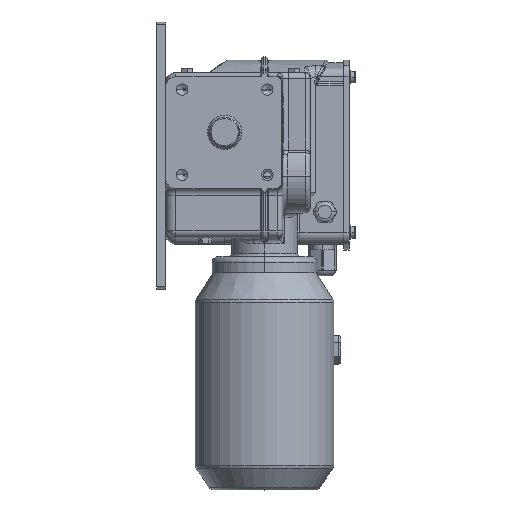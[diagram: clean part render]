
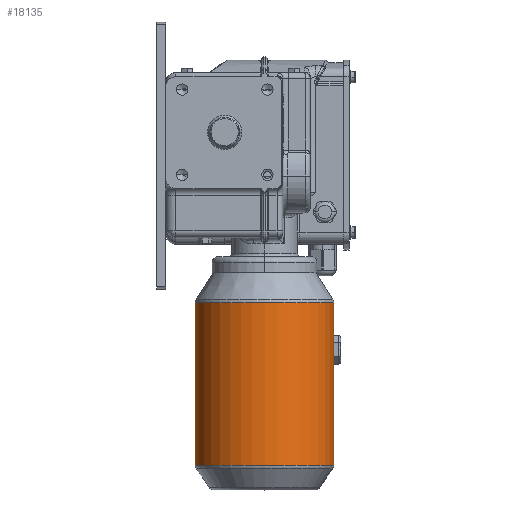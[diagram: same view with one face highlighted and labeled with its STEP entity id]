
A CAD part, top view. The second image highlights one B-rep face of the part: STEP entity #18135.
In plain terms, the highlighted cylindrical face has radius 61 mm (diameter 122 mm), a partial arc.
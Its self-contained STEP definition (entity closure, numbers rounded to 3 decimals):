
#138 = DIRECTION ( 'NONE',  ( 0., -1., 0. ) ) ;
#937 = CARTESIAN_POINT ( 'NONE',  ( 0., 0., 0. ) ) ;
#1194 = LINE ( 'NONE', #14685, #7977 ) ;
#2090 = CARTESIAN_POINT ( 'NONE',  ( 0., -169.424, -61. ) ) ;
#2267 = AXIS2_PLACEMENT_3D ( 'NONE', #937, #2544, #6912 ) ;
#2544 = DIRECTION ( 'NONE',  ( 0., 1., 0. ) ) ;
#2978 = CARTESIAN_POINT ( 'NONE',  ( 0., -26.463, 61. ) ) ;
#3028 = CARTESIAN_POINT ( 'NONE',  ( 0., 0., 61. ) ) ;
#3186 = EDGE_CURVE ( 'NONE', #17500, #19032, #19518, .T. ) ;
#3268 = ORIENTED_EDGE ( 'NONE', *, *, #13711, .T. ) ;
#3470 = DIRECTION ( 'NONE',  ( 0., 0., -1. ) ) ;
#4100 = ORIENTED_EDGE ( 'NONE', *, *, #8389, .T. ) ;
#4575 = CARTESIAN_POINT ( 'NONE',  ( 0., -169.424, 0. ) ) ;
#6012 = DIRECTION ( 'NONE',  ( 0., 1., 0. ) ) ;
#6912 = DIRECTION ( 'NONE',  ( 0., 0., 1. ) ) ;
#7267 = DIRECTION ( 'NONE',  ( 0., 1., 0. ) ) ;
#7777 = LINE ( 'NONE', #3028, #10624 ) ;
#7921 = DIRECTION ( 'NONE',  ( 0., 1., 0. ) ) ;
#7977 = VECTOR ( 'NONE', #7267, 1000. ) ;
#8377 = ORIENTED_EDGE ( 'NONE', *, *, #3186, .T. ) ;
#8389 = EDGE_CURVE ( 'NONE', #19032, #18541, #7777, .T. ) ;
#9278 = CARTESIAN_POINT ( 'NONE',  ( 0., -26.463, 0. ) ) ;
#9885 = FACE_OUTER_BOUND ( 'NONE', #13708, .T. ) ;
#10624 = VECTOR ( 'NONE', #6012, 1000. ) ;
#10636 = AXIS2_PLACEMENT_3D ( 'NONE', #4575, #7921, #3470 ) ;
#11780 = EDGE_CURVE ( 'NONE', #17500, #15204, #1194, .T. ) ;
#12480 = CIRCLE ( 'NONE', #15643, 61. ) ;
#13510 = CYLINDRICAL_SURFACE ( 'NONE', #2267, 61. ) ;
#13708 = EDGE_LOOP ( 'NONE', ( #17246, #8377, #4100, #3268 ) ) ;
#13711 = EDGE_CURVE ( 'NONE', #18541, #15204, #12480, .T. ) ;
#14685 = CARTESIAN_POINT ( 'NONE',  ( 0., 0., -61. ) ) ;
#14717 = CARTESIAN_POINT ( 'NONE',  ( 0., -169.424, 61. ) ) ;
#15204 = VERTEX_POINT ( 'NONE', #18264 ) ;
#15315 = DIRECTION ( 'NONE',  ( 0., 0., -1. ) ) ;
#15643 = AXIS2_PLACEMENT_3D ( 'NONE', #9278, #138, #15315 ) ;
#17246 = ORIENTED_EDGE ( 'NONE', *, *, #11780, .F. ) ;
#17500 = VERTEX_POINT ( 'NONE', #2090 ) ;
#18135 = ADVANCED_FACE ( 'NONE', ( #9885 ), #13510, .T. ) ;
#18264 = CARTESIAN_POINT ( 'NONE',  ( 0., -26.463, -61. ) ) ;
#18541 = VERTEX_POINT ( 'NONE', #2978 ) ;
#19032 = VERTEX_POINT ( 'NONE', #14717 ) ;
#19518 = CIRCLE ( 'NONE', #10636, 61. ) ;
